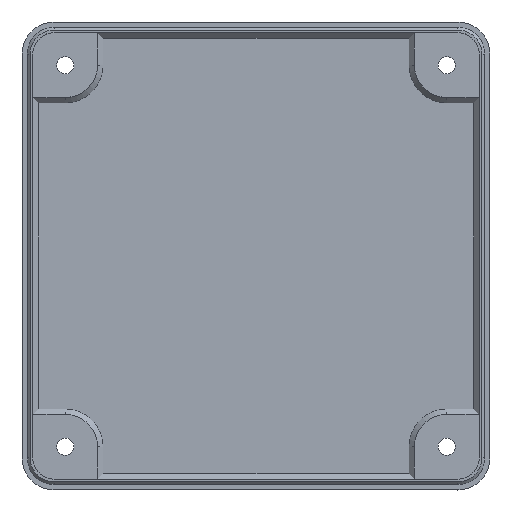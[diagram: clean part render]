
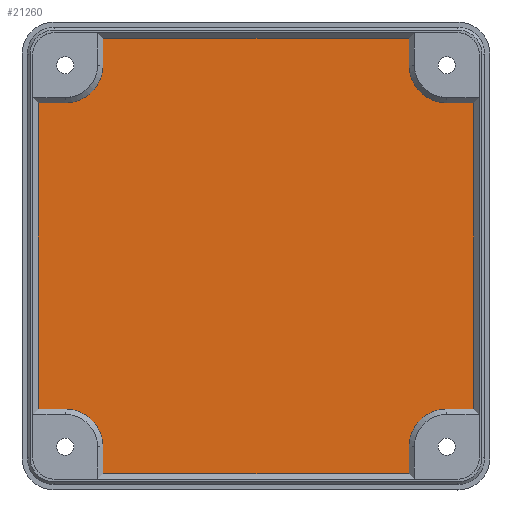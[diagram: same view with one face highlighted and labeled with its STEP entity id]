
A CAD part, top view. The second image highlights one B-rep face of the part: STEP entity #21260.
In plain terms, the highlighted planar face has unit normal (0, 0, 1).
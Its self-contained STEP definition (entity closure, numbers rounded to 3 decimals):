
#1881=CIRCLE('',#22460,7.);
#1883=CIRCLE('',#22464,7.);
#1885=CIRCLE('',#22470,7.);
#1887=CIRCLE('',#22474,7.);
#1993=FACE_OUTER_BOUND('',#3195,.T.);
#3195=EDGE_LOOP('',(#14175,#14176,#14177,#14178,#14179,#14180,#14181,#14182,
#14183,#14184,#14185,#14186,#14187,#14188,#14189,#14190));
#4470=LINE('',#26613,#6533);
#4476=LINE('',#26626,#6539);
#4478=LINE('',#26630,#6541);
#4483=LINE('',#26641,#6546);
#4485=LINE('',#26645,#6548);
#4490=LINE('',#26656,#6553);
#4493=LINE('',#26665,#6556);
#4496=LINE('',#26674,#6559);
#4499=LINE('',#26680,#6562);
#4503=LINE('',#26687,#6566);
#4505=LINE('',#26695,#6568);
#4508=LINE('',#26704,#6571);
#6533=VECTOR('',#23155,10.);
#6539=VECTOR('',#23163,10.);
#6541=VECTOR('',#23167,10.);
#6546=VECTOR('',#23174,10.);
#6548=VECTOR('',#23178,10.);
#6553=VECTOR('',#23185,10.);
#6556=VECTOR('',#23196,10.);
#6559=VECTOR('',#23207,10.);
#6562=VECTOR('',#23212,10.);
#6566=VECTOR('',#23218,10.);
#6568=VECTOR('',#23228,10.);
#6571=VECTOR('',#23239,10.);
#8596=VERTEX_POINT('',#26611);
#8597=VERTEX_POINT('',#26612);
#8602=VERTEX_POINT('',#26623);
#8603=VERTEX_POINT('',#26625);
#8604=VERTEX_POINT('',#26629);
#8608=VERTEX_POINT('',#26638);
#8609=VERTEX_POINT('',#26640);
#8610=VERTEX_POINT('',#26644);
#8614=VERTEX_POINT('',#26653);
#8615=VERTEX_POINT('',#26655);
#8617=VERTEX_POINT('',#26660);
#8619=VERTEX_POINT('',#26669);
#8621=VERTEX_POINT('',#26679);
#8623=VERTEX_POINT('',#26685);
#8625=VERTEX_POINT('',#26690);
#8627=VERTEX_POINT('',#26699);
#10778=EDGE_CURVE('',#8596,#8597,#4470,.T.);
#10784=EDGE_CURVE('',#8602,#8603,#4476,.T.);
#10786=EDGE_CURVE('',#8603,#8604,#4478,.T.);
#10791=EDGE_CURVE('',#8608,#8609,#4483,.T.);
#10793=EDGE_CURVE('',#8609,#8610,#4485,.T.);
#10798=EDGE_CURVE('',#8614,#8615,#4490,.T.);
#10801=EDGE_CURVE('',#8617,#8614,#1881,.T.);
#10803=EDGE_CURVE('',#8610,#8617,#4493,.T.);
#10806=EDGE_CURVE('',#8619,#8608,#1883,.T.);
#10808=EDGE_CURVE('',#8604,#8619,#4496,.T.);
#10811=EDGE_CURVE('',#8615,#8621,#4499,.T.);
#10815=EDGE_CURVE('',#8623,#8596,#4503,.T.);
#10817=EDGE_CURVE('',#8625,#8623,#1885,.T.);
#10819=EDGE_CURVE('',#8621,#8625,#4505,.T.);
#10822=EDGE_CURVE('',#8627,#8602,#1887,.T.);
#10824=EDGE_CURVE('',#8597,#8627,#4508,.T.);
#14175=ORIENTED_EDGE('',*,*,#10798,.F.);
#14176=ORIENTED_EDGE('',*,*,#10801,.F.);
#14177=ORIENTED_EDGE('',*,*,#10803,.F.);
#14178=ORIENTED_EDGE('',*,*,#10793,.F.);
#14179=ORIENTED_EDGE('',*,*,#10791,.F.);
#14180=ORIENTED_EDGE('',*,*,#10806,.F.);
#14181=ORIENTED_EDGE('',*,*,#10808,.F.);
#14182=ORIENTED_EDGE('',*,*,#10786,.F.);
#14183=ORIENTED_EDGE('',*,*,#10784,.F.);
#14184=ORIENTED_EDGE('',*,*,#10822,.F.);
#14185=ORIENTED_EDGE('',*,*,#10824,.F.);
#14186=ORIENTED_EDGE('',*,*,#10778,.F.);
#14187=ORIENTED_EDGE('',*,*,#10815,.F.);
#14188=ORIENTED_EDGE('',*,*,#10817,.F.);
#14189=ORIENTED_EDGE('',*,*,#10819,.F.);
#14190=ORIENTED_EDGE('',*,*,#10811,.F.);
#20675=PLANE('',#22487);
#21260=ADVANCED_FACE('',(#1993),#20675,.T.);
#22460=AXIS2_PLACEMENT_3D('',#26662,#23190,#23191);
#22464=AXIS2_PLACEMENT_3D('',#26671,#23201,#23202);
#22470=AXIS2_PLACEMENT_3D('',#26692,#23222,#23223);
#22474=AXIS2_PLACEMENT_3D('',#26701,#23233,#23234);
#22487=AXIS2_PLACEMENT_3D('',#26756,#23284,#23285);
#23155=DIRECTION('',(0.,-1.,0.));
#23163=DIRECTION('',(0.,-1.,0.));
#23167=DIRECTION('',(-1.,0.,0.));
#23174=DIRECTION('',(-1.,0.,0.));
#23178=DIRECTION('',(0.,1.,0.));
#23185=DIRECTION('',(0.,1.,0.));
#23190=DIRECTION('center_axis',(0.,0.,
1.));
#23191=DIRECTION('ref_axis',(0.847,0.532,0.));
#23196=DIRECTION('',(1.,0.,0.));
#23201=DIRECTION('center_axis',(0.,0.,
1.));
#23202=DIRECTION('ref_axis',(-0.532,0.847,0.));
#23207=DIRECTION('',(0.,1.,0.));
#23212=DIRECTION('',(1.,0.,0.));
#23218=DIRECTION('',(1.,0.,0.));
#23222=DIRECTION('center_axis',(0.,0.,
1.));
#23223=DIRECTION('ref_axis',(0.532,-0.847,0.));
#23228=DIRECTION('',(0.,-1.,0.));
#23233=DIRECTION('center_axis',(0.,0.,
1.));
#23234=DIRECTION('ref_axis',(-0.847,-0.532,0.));
#23239=DIRECTION('',(-1.,0.,0.));
#23284=DIRECTION('center_axis',(0.,0.,
1.));
#23285=DIRECTION('ref_axis',(-1.,0.,0.));
#26611=CARTESIAN_POINT('',(195.805,51.837,-3.453));
#26612=CARTESIAN_POINT('',(195.805,-5.283,-3.453));
#26613=CARTESIAN_POINT('',(195.805,42.097,-3.453));
#26623=CARTESIAN_POINT('',(183.725,-12.283,-3.453));
#26625=CARTESIAN_POINT('',(183.725,-17.363,-3.453));
#26626=CARTESIAN_POINT('',(183.725,5.497,-3.453));
#26629=CARTESIAN_POINT('',(126.605,-17.363,-3.453));
#26630=CARTESIAN_POINT('',(173.985,-17.363,-3.453));
#26638=CARTESIAN_POINT('',(119.605,-5.283,-3.453));
#26640=CARTESIAN_POINT('',(114.525,-5.283,-3.453));
#26641=CARTESIAN_POINT('',(137.385,-5.283,-3.453));
#26644=CARTESIAN_POINT('',(114.525,51.837,-3.453));
#26645=CARTESIAN_POINT('',(114.525,4.457,-3.453));
#26653=CARTESIAN_POINT('',(126.605,58.837,-3.453));
#26655=CARTESIAN_POINT('',(126.605,63.917,-3.453));
#26656=CARTESIAN_POINT('',(126.605,41.057,-3.453));
#26660=CARTESIAN_POINT('',(119.605,51.837,-3.453));
#26662=CARTESIAN_POINT('Origin',(119.605,58.837,-3.453));
#26665=CARTESIAN_POINT('',(134.345,51.837,-3.453));
#26669=CARTESIAN_POINT('',(126.605,-12.283,-3.453));
#26671=CARTESIAN_POINT('Origin',(119.605,-12.283,-3.453));
#26674=CARTESIAN_POINT('',(126.605,2.457,-3.453));
#26679=CARTESIAN_POINT('',(183.725,63.917,-3.453));
#26680=CARTESIAN_POINT('',(136.345,63.917,-3.453));
#26685=CARTESIAN_POINT('',(190.725,51.837,-3.453));
#26687=CARTESIAN_POINT('',(172.945,51.837,-3.453));
#26690=CARTESIAN_POINT('',(183.725,58.837,-3.453));
#26692=CARTESIAN_POINT('Origin',(190.725,58.837,-3.453));
#26695=CARTESIAN_POINT('',(183.725,44.097,-3.453));
#26699=CARTESIAN_POINT('',(190.725,-5.283,-3.453));
#26701=CARTESIAN_POINT('Origin',(190.725,-12.283,-3.453));
#26704=CARTESIAN_POINT('',(175.985,-5.283,-3.453));
#26756=CARTESIAN_POINT('Origin',(155.165,23.277,-3.453));
